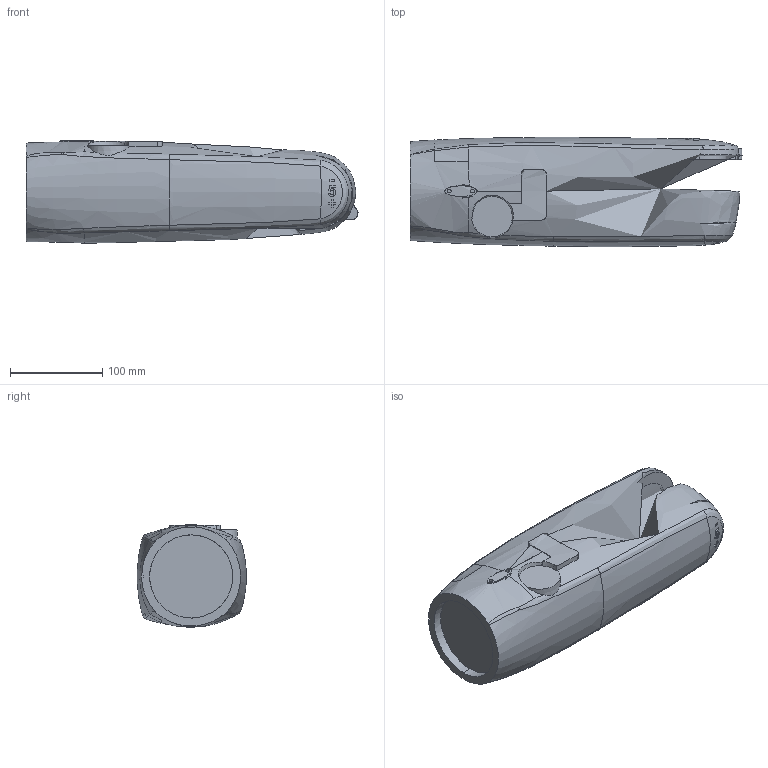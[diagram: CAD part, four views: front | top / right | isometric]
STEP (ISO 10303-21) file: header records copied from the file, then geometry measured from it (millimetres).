
FILE_DESCRIPTION (( 'STEP AP203' ), '1' );
FILE_NAME ('4_WRIST1.STEP', '2017-12-26T17:13:38', ( '' ), ( '' ), 'SwSTEP 2.0', 'SolidWorks 2016', '' );
FILE_SCHEMA (( 'CONFIG_CONTROL_DESIGN' ));
Length unit declared in the file: millimetre
Products named in the file (1): 4_WRIST1
Bounding box: 359.02 x 118.02 x 111 mm (x, y, z)
Volume: 3182647.8 mm3; surface area: 146923.6 mm2
Topology: 2 solids, 2 shells, 150 faces, 388 edges, 250 vertices
Faces by surface type: bspline 60, plane 59, cylinder 25, cone 6
Full cylindrical faces by diameter (mm): 58 x1
Entity records: 22780 total; most frequent: CARTESIAN_POINT 19771, ORIENTED_EDGE 772, EDGE_CURVE 386, DIRECTION 332, B_SPLINE_CURVE_WITH_KNOTS 266, VERTEX_POINT 250, EDGE_LOOP 160, FACE_OUTER_BOUND 150
